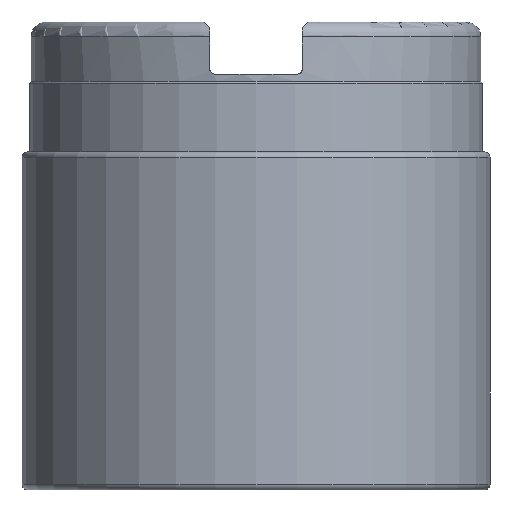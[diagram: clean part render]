
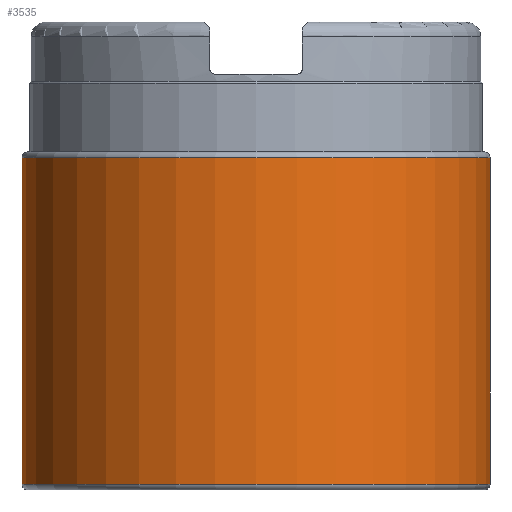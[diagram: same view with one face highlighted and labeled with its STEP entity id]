
A CAD part, left-side view. The second image highlights one B-rep face of the part: STEP entity #3535.
In plain terms, the highlighted cylindrical face has radius 31.5 mm (diameter 63 mm), a partial arc.
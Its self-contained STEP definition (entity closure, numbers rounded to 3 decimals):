
#3001=CARTESIAN_POINT('',(0.,0.,18.288));
#3002=DIRECTION('',(0.,0.,-1.));
#3003=DIRECTION('',(0.,1.,0.));
#3004=AXIS2_PLACEMENT_3D('',#3001,#3002,#3003);
#3009=DIRECTION('',(0.,0.,1.));
#3010=VECTOR('',#3009,43.912);
#3011=CARTESIAN_POINT('',(0.,31.5,18.288));
#3012=LINE('',#3011,#3010);
#3016=DIRECTION('',(0.,0.,1.));
#3017=VECTOR('',#3016,43.912);
#3018=CARTESIAN_POINT('',(0.,-31.5,18.288));
#3019=LINE('',#3018,#3017);
#3055=CARTESIAN_POINT('',(0.,0.,62.2));
#3056=DIRECTION('',(0.,0.,-1.));
#3057=DIRECTION('',(0.,1.,0.));
#3058=AXIS2_PLACEMENT_3D('',#3055,#3056,#3057);
#3082=CARTESIAN_POINT('',(0.,31.5,18.288));
#3084=VERTEX_POINT('',#3082);
#3085=CARTESIAN_POINT('',(0.,31.5,62.2));
#3086=VERTEX_POINT('',#3085);
#3106=CARTESIAN_POINT('',(0.,-31.5,18.288));
#3108=VERTEX_POINT('',#3106);
#3109=CARTESIAN_POINT('',(0.,-31.5,62.2));
#3110=VERTEX_POINT('',#3109);
#3521=CARTESIAN_POINT('',(0.,0.,66.15));
#3522=DIRECTION('',(0.,0.,-1.));
#3523=DIRECTION('',(0.,-1.,0.));
#3524=AXIS2_PLACEMENT_3D('',#3521,#3522,#3523);
#3525=CYLINDRICAL_SURFACE('',#3524,31.5);
#3527=ORIENTED_EDGE('',*,*,#3526,.F.);
#3528=ORIENTED_EDGE('',*,*,#3516,.T.);
#3530=ORIENTED_EDGE('',*,*,#3529,.T.);
#3532=ORIENTED_EDGE('',*,*,#3531,.F.);
#3533=EDGE_LOOP('',(#3527,#3528,#3530,#3532));
#3534=FACE_OUTER_BOUND('',#3533,.F.);
#3535=ADVANCED_FACE('',(#3534),#3525,.T.);
#3005=CIRCLE('',#3004,31.5);
#3059=CIRCLE('',#3058,31.5);
#3516=EDGE_CURVE('',#3084,#3108,#3005,.T.);
#3526=EDGE_CURVE('',#3084,#3086,#3012,.T.);
#3529=EDGE_CURVE('',#3108,#3110,#3019,.T.);
#3531=EDGE_CURVE('',#3086,#3110,#3059,.T.);
